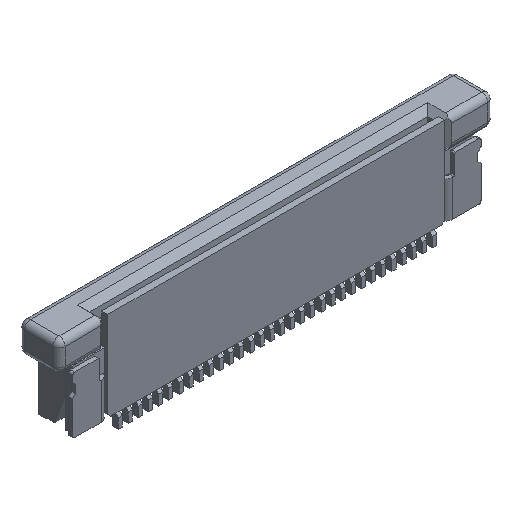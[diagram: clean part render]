
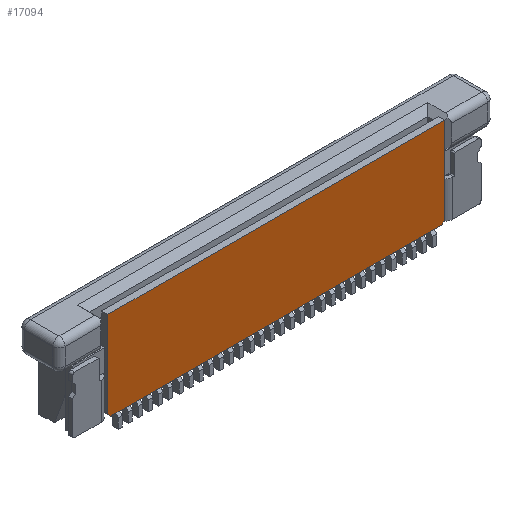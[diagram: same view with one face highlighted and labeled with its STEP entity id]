
A CAD part, isometric view. The second image highlights one B-rep face of the part: STEP entity #17094.
In plain terms, the highlighted planar face has unit normal (0, -1, 0).
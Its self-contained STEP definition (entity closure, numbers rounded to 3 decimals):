
#544=DIRECTION('',(1.,0.,0.));
#545=VECTOR('',#544,16.3);
#546=CARTESIAN_POINT('',(-8.15,-1.,-4.4));
#547=LINE('',#546,#545);
#1746=DIRECTION('',(0.,0.,-1.));
#1747=VECTOR('',#1746,4.26);
#1748=CARTESIAN_POINT('',(8.3,-1.,0.01));
#1749=LINE('',#1748,#1747);
#6234=DIRECTION('',(0.707,0.,-0.707));
#6235=VECTOR('',#6234,0.212);
#6236=CARTESIAN_POINT('',(-8.3,-1.,-4.25));
#6237=LINE('',#6236,#6235);
#6238=DIRECTION('',(0.,0.,-1.));
#6239=VECTOR('',#6238,4.26);
#6240=CARTESIAN_POINT('',(-8.3,-1.,0.01));
#6241=LINE('',#6240,#6239);
#6242=DIRECTION('',(1.,0.,0.));
#6243=VECTOR('',#6242,16.6);
#6244=CARTESIAN_POINT('',(-8.3,-1.,0.01));
#6245=LINE('',#6244,#6243);
#6246=DIRECTION('',(0.707,0.,0.707));
#6247=VECTOR('',#6246,0.212);
#6248=CARTESIAN_POINT('',(8.15,-1.,-4.4));
#6249=LINE('',#6248,#6247);
#6804=CARTESIAN_POINT('',(-8.3,-1.,0.01));
#6805=CARTESIAN_POINT('',(8.3,-1.,0.01));
#6806=VERTEX_POINT('',#6804);
#6807=VERTEX_POINT('',#6805);
#6846=CARTESIAN_POINT('',(-8.3,-1.,-4.25));
#6847=VERTEX_POINT('',#6846);
#6848=CARTESIAN_POINT('',(-8.15,-1.,-4.4));
#6849=VERTEX_POINT('',#6848);
#6850=CARTESIAN_POINT('',(8.15,-1.,-4.4));
#6851=CARTESIAN_POINT('',(8.3,-1.,-4.25));
#6852=VERTEX_POINT('',#6850);
#6853=VERTEX_POINT('',#6851);
#17080=CARTESIAN_POINT('',(8.15,-1.,-4.4));
#17081=DIRECTION('',(0.,-1.,0.));
#17082=DIRECTION('',(-1.,0.,0.));
#17083=AXIS2_PLACEMENT_3D('',#17080,#17081,#17082);
#17084=PLANE('',#17083);
#17085=ORIENTED_EDGE('',*,*,#9393,.F.);
#17086=ORIENTED_EDGE('',*,*,#9416,.F.);
#17087=ORIENTED_EDGE('',*,*,#17074,.T.);
#17088=ORIENTED_EDGE('',*,*,#10132,.T.);
#17090=ORIENTED_EDGE('',*,*,#17089,.F.);
#17091=ORIENTED_EDGE('',*,*,#8981,.F.);
#17092=EDGE_LOOP('',(#17085,#17086,#17087,#17088,#17090,#17091));
#17093=FACE_OUTER_BOUND('',#17092,.F.);
#8981=EDGE_CURVE('',#6849,#6852,#547,.T.);
#9393=EDGE_CURVE('',#6847,#6849,#6237,.T.);
#9416=EDGE_CURVE('',#6806,#6847,#6241,.T.);
#10132=EDGE_CURVE('',#6807,#6853,#1749,.T.);
#17074=EDGE_CURVE('',#6806,#6807,#6245,.T.);
#17089=EDGE_CURVE('',#6852,#6853,#6249,.T.);
#17094=ADVANCED_FACE('',(#17093),#17084,.T.);
